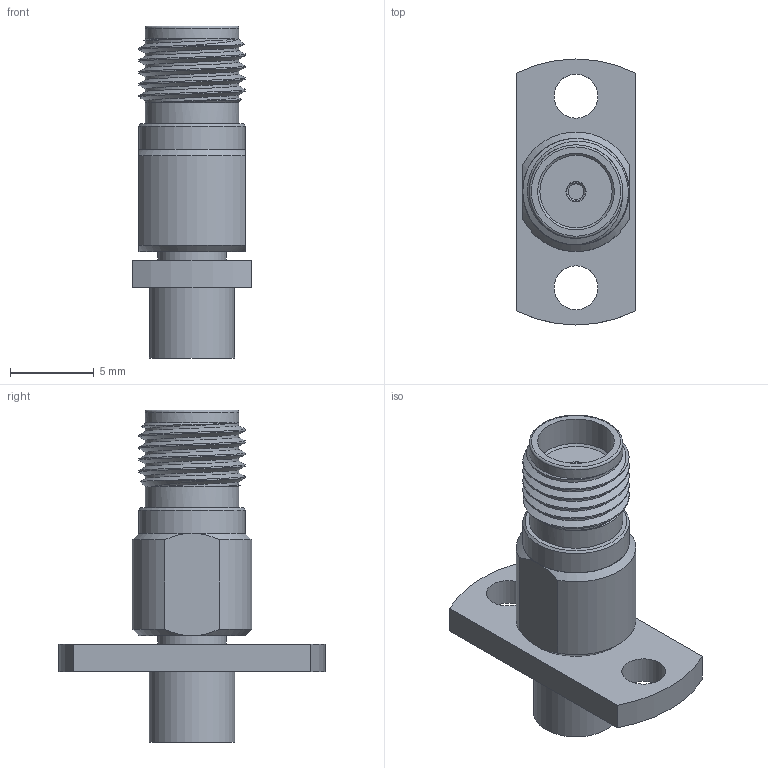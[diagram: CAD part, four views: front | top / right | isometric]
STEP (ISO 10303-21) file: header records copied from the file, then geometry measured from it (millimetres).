
FILE_DESCRIPTION (( 'STEP AP203' ), '1' );
FILE_NAME ('SM8834_3D.STEP', '2020-12-02T16:12:07', ( '' ), ( '' ), 'SwSTEP 2.0', 'SolidWorks 2018', '' );
FILE_SCHEMA (( 'CONFIG_CONTROL_DESIGN' ));
Length unit declared in the file: inch
Products named in the file (1): SM8834_3D
Bounding box: 7.14 x 15.88 x 19.81 mm (x, y, z)
Volume: 629.6 mm3; surface area: 791.6 mm2
Topology: 1 solids, 1 shells, 62 faces, 144 edges, 91 vertices
Faces by surface type: plane 24, cylinder 20, cone 13, bspline 3, torus 1, sphere 1
Full cylindrical faces by diameter (mm): 0.381 x1, 0.786 x1, 0.94 x1, 1.194 x1, 2.616 x2, 2.946 x1, 3.175 x1, 3.607 x1, 4.064 x1, 4.572 x1, 5.08 x1, 5.582 x2, 6.35 x1
Entity records: 2815 total; most frequent: CARTESIAN_POINT 1470, DIRECTION 264, ORIENTED_EDGE 228, AXIS2_PLACEMENT_3D 115, EDGE_CURVE 114, EDGE_LOOP 96, VERTEX_POINT 84, FACE_OUTER_BOUND 78
